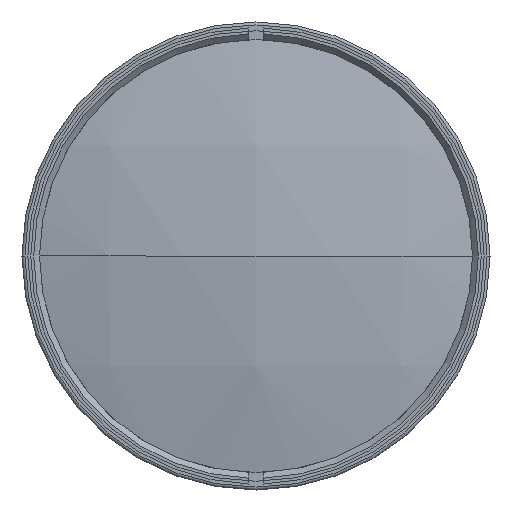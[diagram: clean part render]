
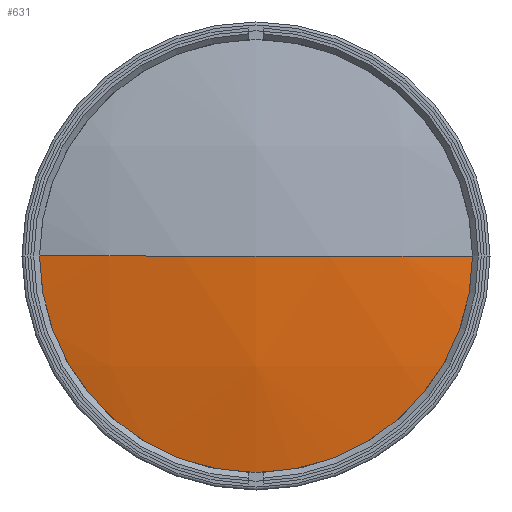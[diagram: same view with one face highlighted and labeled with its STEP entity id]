
A CAD part, left-side view. The second image highlights one B-rep face of the part: STEP entity #631.
In plain terms, the highlighted spherical face has radius 161 mm.
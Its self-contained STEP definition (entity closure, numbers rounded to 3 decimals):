
#41 = CARTESIAN_POINT ( 'NONE',  ( -165.23, 0., 0. ) ) ;
#80 = DIRECTION ( 'NONE',  ( 0., 0., -1. ) ) ;
#135 = CARTESIAN_POINT ( 'NONE',  ( -160.802, -37.5, 0. ) ) ;
#372 = CIRCLE ( 'NONE', #4118, 37.5 ) ;
#596 = AXIS2_PLACEMENT_3D ( 'NONE', #4769, #6212, #1221 ) ;
#631 = ADVANCED_FACE ( 'NONE', ( #4532 ), #5523, .T. ) ;
#776 = VERTEX_POINT ( 'NONE', #3782 ) ;
#897 = EDGE_CURVE ( 'NONE', #776, #5466, #372, .T. ) ;
#983 = ORIENTED_EDGE ( 'NONE', *, *, #897, .T. ) ;
#1030 = DIRECTION ( 'NONE',  ( 0., 1., 0. ) ) ;
#1221 = DIRECTION ( 'NONE',  ( 0., -1., 0. ) ) ;
#1418 = EDGE_LOOP ( 'NONE', ( #983, #6090, #4303 ) ) ;
#1537 = CARTESIAN_POINT ( 'NONE',  ( -4.23, 0., 0. ) ) ;
#1941 = DIRECTION ( 'NONE',  ( 0., 1., 0. ) ) ;
#2360 = DIRECTION ( 'NONE',  ( 0., 0., -1. ) ) ;
#3123 = EDGE_CURVE ( 'NONE', #5466, #6060, #4132, .T. ) ;
#3782 = CARTESIAN_POINT ( 'NONE',  ( -160.802, 37.5, 0. ) ) ;
#3982 = DIRECTION ( 'NONE',  ( 0., 0., 1. ) ) ;
#4027 = EDGE_CURVE ( 'NONE', #776, #6060, #6251, .T. ) ;
#4118 = AXIS2_PLACEMENT_3D ( 'NONE', #4982, #6037, #3982 ) ;
#4132 = CIRCLE ( 'NONE', #4972, 161. ) ;
#4303 = ORIENTED_EDGE ( 'NONE', *, *, #4027, .F. ) ;
#4326 = CARTESIAN_POINT ( 'NONE',  ( -4.23, 0., 0. ) ) ;
#4532 = FACE_OUTER_BOUND ( 'NONE', #1418, .T. ) ;
#4769 = CARTESIAN_POINT ( 'NONE',  ( -4.23, 0., 0. ) ) ;
#4864 = AXIS2_PLACEMENT_3D ( 'NONE', #1537, #80, #1030 ) ;
#4972 = AXIS2_PLACEMENT_3D ( 'NONE', #4326, #2360, #1941 ) ;
#4982 = CARTESIAN_POINT ( 'NONE',  ( -160.802, 0., 0. ) ) ;
#5466 = VERTEX_POINT ( 'NONE', #135 ) ;
#5523 = SPHERICAL_SURFACE ( 'NONE', #4864, 161. ) ;
#6037 = DIRECTION ( 'NONE',  ( -1., 0., 0. ) ) ;
#6060 = VERTEX_POINT ( 'NONE', #41 ) ;
#6090 = ORIENTED_EDGE ( 'NONE', *, *, #3123, .T. ) ;
#6212 = DIRECTION ( 'NONE',  ( 0., 0., 1. ) ) ;
#6251 = CIRCLE ( 'NONE', #596, 161. ) ;
